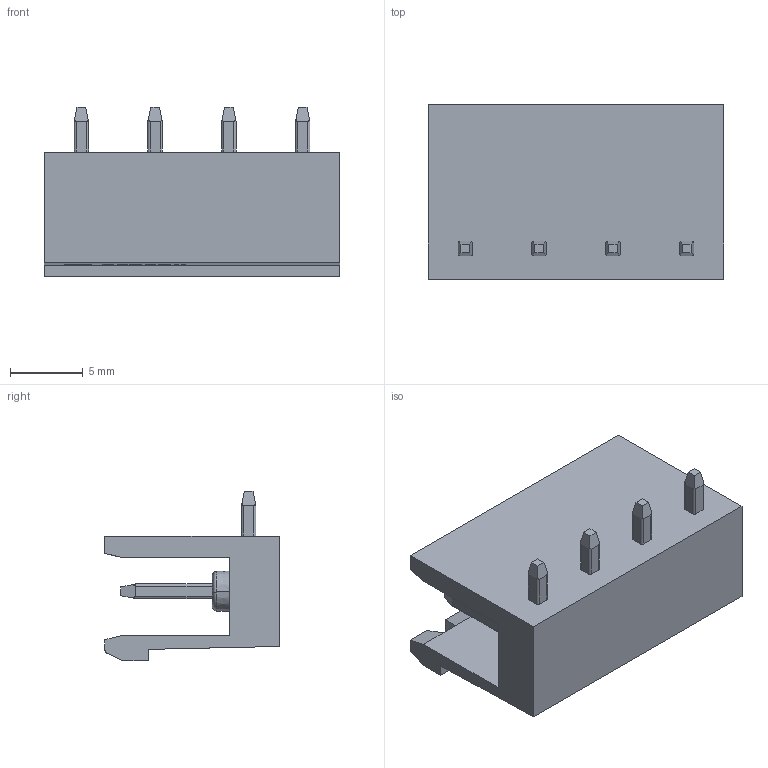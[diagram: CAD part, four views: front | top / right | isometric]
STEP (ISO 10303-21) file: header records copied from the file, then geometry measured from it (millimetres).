
FILE_DESCRIPTION (( 'STEP AP203' ), '1' );
FILE_NAME ('2EDGR-5.08-04P-14-100A(H).stp', '2020-05-23T07:13:37', ( '微软用户' ), ( '微软中国' ), 'SwSTEP 2.0', 'SolidWorks 2015', '' );
FILE_SCHEMA (( 'CONFIG_CONTROL_DESIGN' ));
Length unit declared in the file: millimetre
Products named in the file (1): 2EDGR-5.08-04P-14-100A(H)
Bounding box: 20.32 x 12 x 11.7 mm (x, y, z)
Volume: 980.2 mm3; surface area: 1436.5 mm2
Topology: 1 solids, 1 shells, 484 faces, 1365 edges, 905 vertices
Faces by surface type: plane 423, cylinder 41, bspline 12, cone 8
Entity records: 16528 total; most frequent: CARTESIAN_POINT 4253, ORIENTED_EDGE 2730, DIRECTION 2200, EDGE_CURVE 1365, VECTOR 1166, LINE 1166, VERTEX_POINT 905, AXIS2_PLACEMENT_3D 517
